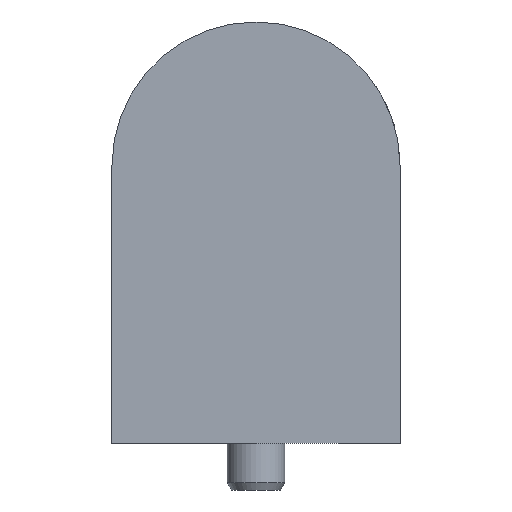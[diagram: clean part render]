
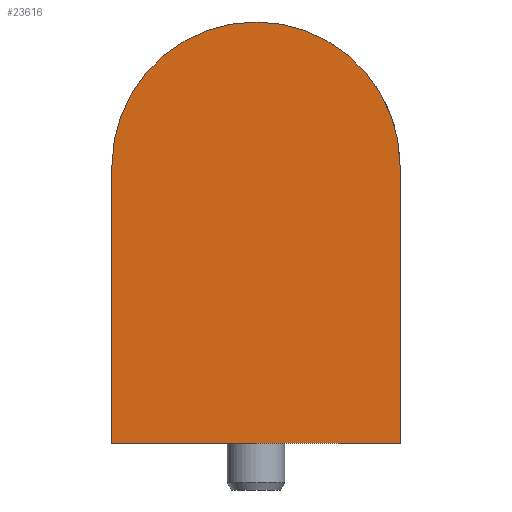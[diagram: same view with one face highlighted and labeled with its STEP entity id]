
A CAD part, left-side view. The second image highlights one B-rep face of the part: STEP entity #23616.
In plain terms, the highlighted planar face has unit normal (-1, 0, 0).
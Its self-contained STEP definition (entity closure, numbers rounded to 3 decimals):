
#5276 = CARTESIAN_POINT ( 'NONE',  ( -7., -20., -33.485 ) ) ;
#13902 = ORIENTED_EDGE ( 'NONE', *, *, #42487, .F. ) ;
#14309 = CARTESIAN_POINT ( 'NONE',  ( -7., 20., -33.485 ) ) ;
#15970 = CARTESIAN_POINT ( 'NONE',  ( -7., 0., 5. ) ) ;
#18408 = AXIS2_PLACEMENT_3D ( 'NONE', #15970, #21283, #48851 ) ;
#20323 = AXIS2_PLACEMENT_3D ( 'NONE', #65691, #43133, #59326 ) ;
#20692 = EDGE_CURVE ( 'NONE', #56906, #63170, #52723, .T. ) ;
#21283 = DIRECTION ( 'NONE',  ( 1., 0., 0. ) ) ;
#22006 = LINE ( 'NONE', #59044, #57444 ) ;
#23349 = VECTOR ( 'NONE', #69029, 1000. ) ;
#23616 = ADVANCED_FACE ( 'NONE', ( #68911 ), #43313, .F. ) ;
#26575 = VERTEX_POINT ( 'NONE', #5276 ) ;
#29467 = EDGE_LOOP ( 'NONE', ( #68377, #56687, #47705, #13902 ) ) ;
#31973 = EDGE_CURVE ( 'NONE', #26575, #56906, #41823, .T. ) ;
#34697 = CARTESIAN_POINT ( 'NONE',  ( -7., -20., 5. ) ) ;
#35317 = DIRECTION ( 'NONE',  ( 0., 1., 0. ) ) ;
#39178 = VECTOR ( 'NONE', #35317, 1000. ) ;
#41823 = LINE ( 'NONE', #67969, #39178 ) ;
#42487 = EDGE_CURVE ( 'NONE', #63170, #54134, #55293, .T. ) ;
#43133 = DIRECTION ( 'NONE',  ( 1., 0., 0. ) ) ;
#43313 = PLANE ( 'NONE',  #18408 ) ;
#47705 = ORIENTED_EDGE ( 'NONE', *, *, #48390, .F. ) ;
#48390 = EDGE_CURVE ( 'NONE', #54134, #26575, #22006, .T. ) ;
#48851 = DIRECTION ( 'NONE',  ( 0., 0., -1. ) ) ;
#52112 = CARTESIAN_POINT ( 'NONE',  ( -7., 20., -25. ) ) ;
#52723 = LINE ( 'NONE', #52112, #23349 ) ;
#54103 = CARTESIAN_POINT ( 'NONE',  ( -7., 20., 5. ) ) ;
#54134 = VERTEX_POINT ( 'NONE', #34697 ) ;
#55293 = CIRCLE ( 'NONE', #20323, 20. ) ;
#56687 = ORIENTED_EDGE ( 'NONE', *, *, #31973, .F. ) ;
#56906 = VERTEX_POINT ( 'NONE', #14309 ) ;
#57444 = VECTOR ( 'NONE', #58071, 1000. ) ;
#58071 = DIRECTION ( 'NONE',  ( 0., 0., -1. ) ) ;
#59044 = CARTESIAN_POINT ( 'NONE',  ( -7., -20., 5. ) ) ;
#59326 = DIRECTION ( 'NONE',  ( 0., 0., -1. ) ) ;
#63170 = VERTEX_POINT ( 'NONE', #54103 ) ;
#65691 = CARTESIAN_POINT ( 'NONE',  ( -7., 0., 5. ) ) ;
#67969 = CARTESIAN_POINT ( 'NONE',  ( -7., -20., -33.485 ) ) ;
#68377 = ORIENTED_EDGE ( 'NONE', *, *, #20692, .F. ) ;
#68911 = FACE_OUTER_BOUND ( 'NONE', #29467, .T. ) ;
#69029 = DIRECTION ( 'NONE',  ( 0., 0., 1. ) ) ;
